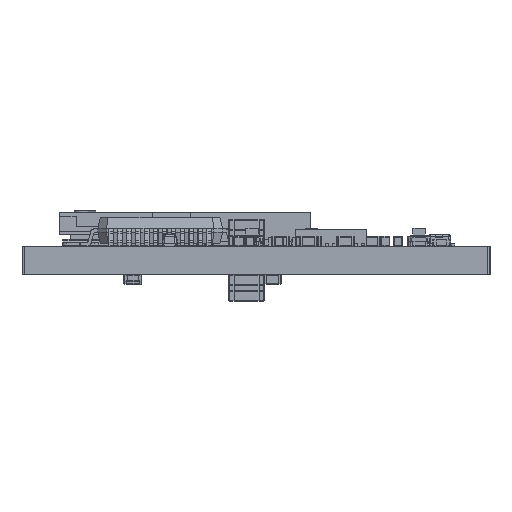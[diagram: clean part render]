
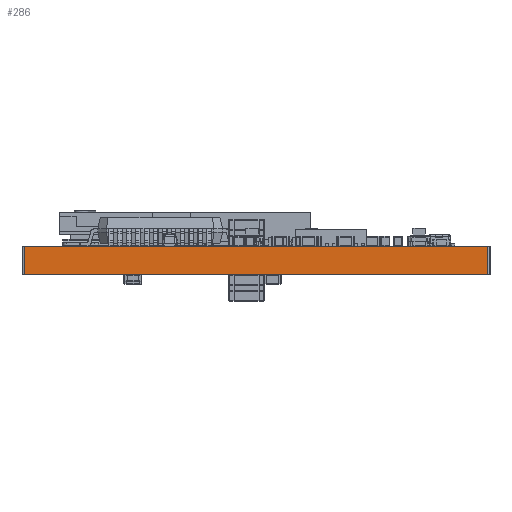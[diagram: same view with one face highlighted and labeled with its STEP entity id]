
A CAD part, front view. The second image highlights one B-rep face of the part: STEP entity #286.
In plain terms, the highlighted planar face has unit normal (0, -1, 0).
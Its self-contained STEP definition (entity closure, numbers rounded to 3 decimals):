
#259 = VERTEX_POINT('',#260);
#260 = CARTESIAN_POINT('',(0.,-0.127,0.)
  );
#267 = EDGE_CURVE('',#268,#259,#270,.T.);
#268 = VERTEX_POINT('',#269);
#269 = CARTESIAN_POINT('',(0.,-0.127,
    -1.584));
#270 = LINE('',#271,#272);
#271 = CARTESIAN_POINT('',(0.,-0.127,
    -1.584));
#272 = VECTOR('',#273,1.);
#273 = DIRECTION('',(0.,0.,1.));
#286 = ADVANCED_FACE('',(#287),#312,.F.);
#287 = FACE_BOUND('',#288,.F.);
#288 = EDGE_LOOP('',(#289,#290,#298,#306));
#289 = ORIENTED_EDGE('',*,*,#267,.T.);
#290 = ORIENTED_EDGE('',*,*,#291,.T.);
#291 = EDGE_CURVE('',#259,#292,#294,.T.);
#292 = VERTEX_POINT('',#293);
#293 = CARTESIAN_POINT('',(26.,-0.127,0.));
#294 = LINE('',#295,#296);
#295 = CARTESIAN_POINT('',(0.,-0.127,0.));
#296 = VECTOR('',#297,1.);
#297 = DIRECTION('',(1.,0.,0.));
#298 = ORIENTED_EDGE('',*,*,#299,.F.);
#299 = EDGE_CURVE('',#300,#292,#302,.T.);
#300 = VERTEX_POINT('',#301);
#301 = CARTESIAN_POINT('',(26.,-0.127,-1.584));
#302 = LINE('',#303,#304);
#303 = CARTESIAN_POINT('',(26.,-0.127,-1.584));
#304 = VECTOR('',#305,1.);
#305 = DIRECTION('',(0.,0.,1.));
#306 = ORIENTED_EDGE('',*,*,#307,.F.);
#307 = EDGE_CURVE('',#268,#300,#308,.T.);
#308 = LINE('',#309,#310);
#309 = CARTESIAN_POINT('',(0.,-0.127,-1.584));
#310 = VECTOR('',#311,1.);
#311 = DIRECTION('',(1.,0.,0.));
#312 = PLANE('',#313);
#313 = AXIS2_PLACEMENT_3D('',#314,#315,#316);
#314 = CARTESIAN_POINT('',(0.,-0.127,-1.584));
#315 = DIRECTION('',(0.,1.,0.));
#316 = DIRECTION('',(1.,0.,0.));
